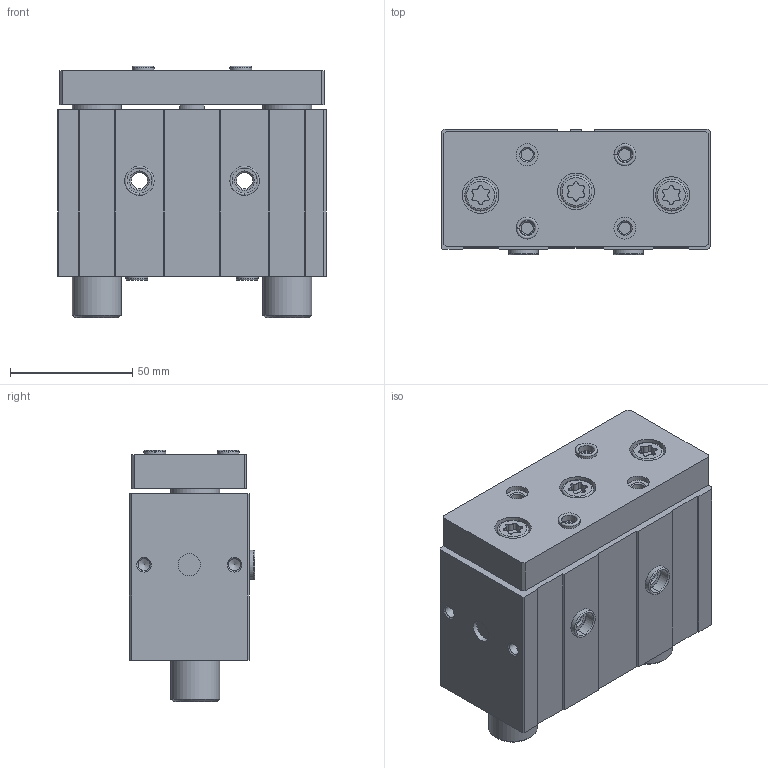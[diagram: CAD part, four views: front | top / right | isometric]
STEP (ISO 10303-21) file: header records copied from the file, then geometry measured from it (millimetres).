
FILE_DESCRIPTION(/* description */ ('STEP AP214'),/* implementation_level */ '2;1');
FILE_NAME(/* name */ '8118881_DFM-32-20-P-A-GF-F1A',/* time_stamp */ '2024-08-14T21:55:06+02:00',/* author */ ('License CC BY-ND 4.0'),/* organization */ ('CADENAS'),/* preprocessor_version */ 'ST-DEVELOPER v19.3',/* originating_system */ 'PARTsolutions',/* authorisation */ ' ');
FILE_SCHEMA (('AP203_CONFIGURATION_CONTROLLED_3D_DESIGN_OF_MECHANICAL_PARTS_AND_ASSEMBLIES_MIM_LF { 1 0 10303 203 3 1 4 }','INTEGRATED_CNC_SCHEMA','AUTOMOTIVE_DESIGN {1 0 10303 214 3 1 1}'));
Length unit declared in the file: millimetre
Products named in the file (6): 8118881 DFM-32-20-P-A-GF-F1A---(0); 8118881 DFM-32-20-P-A-GF-F1A---(Z); 8118881 DFM-32-20-P-A-GF-F1A---(K); 8137184 ZBH-9-B; 8138509 G1/8-F1A; 8137185 ZBH-12-B
Assembly tree (10 placements, depth 2):
  8118881 DFM-32-20-P-A-GF-F1A---(0)
    8118881 DFM-32-20-P-A-GF-F1A---(Z)
    8118881 DFM-32-20-P-A-GF-F1A---(K)
    8137184 ZBH-9-B  x4
    8138509 G1/8-F1A  x2
    8137185 ZBH-12-B  x2
Bounding box: 110 x 51.35 x 102.8 mm (x, y, z)
Volume: 412713.8 mm3; surface area: 87033.4 mm2
Topology: 10 solids, 10 shells, 308 faces, 694 edges, 447 vertices
Faces by surface type: plane 133, cylinder 120, cone 40, torus 15
Full cylindrical faces by diameter (mm): 4.917 x10, 5 x2, 6.6 x2, 6.647 x2, 7.8 x4, 8.566 x4, 9 x7, 9.728 x4, 9.8 x2, 11 x2, 12 x4, 13 x3, 15 x3, 20 x4, 32 x2, 33 x1
Entity records: 6942 total; most frequent: DIRECTION 1248, CARTESIAN_POINT 1180, ORIENTED_EDGE 964, AXIS2_PLACEMENT_3D 515, EDGE_CURVE 482, FACE_BOUND 401, EDGE_LOOP 394, VERTEX_POINT 369
